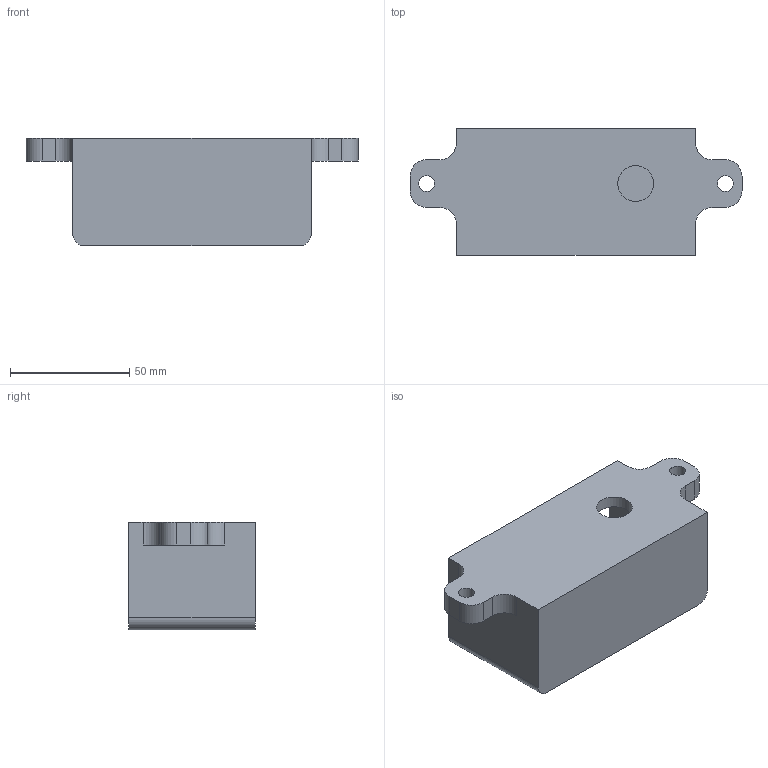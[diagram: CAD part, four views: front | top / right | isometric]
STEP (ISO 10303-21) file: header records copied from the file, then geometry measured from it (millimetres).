
FILE_DESCRIPTION(/* description */ (''),/* implementation_level */ '2;1');
FILE_NAME(/* name */ 'Connector Box.stp',/* time_stamp */ '2018-05-06T13:48:59-07:00',/* author */ ('IEUser'),/* organization */ (''),/* preprocessor_version */ 'ST-DEVELOPER v17',/* originating_system */ 'Autodesk Inventor 2019',/* authorisation */ '');
FILE_SCHEMA (('AUTOMOTIVE_DESIGN { 1 0 10303 214 3 1 1 }'));
Length unit declared in the file: millimetre
Products named in the file (1): Connector Box
Bounding box: 139 x 53 x 45 mm (x, y, z)
Volume: 95944.9 mm3; surface area: 38260.3 mm2
Topology: 1 solids, 1 shells, 44 faces, 131 edges, 90 vertices
Faces by surface type: cylinder 21, plane 19, cone 4
Full cylindrical faces by diameter (mm): 4.134 x4, 6.7 x2, 15 x1
Entity records: 1544 total; most frequent: DIRECTION 271, CARTESIAN_POINT 262, ORIENTED_EDGE 254, EDGE_CURVE 127, AXIS2_PLACEMENT_3D 99, VERTEX_POINT 90, LINE 73, VECTOR 73
